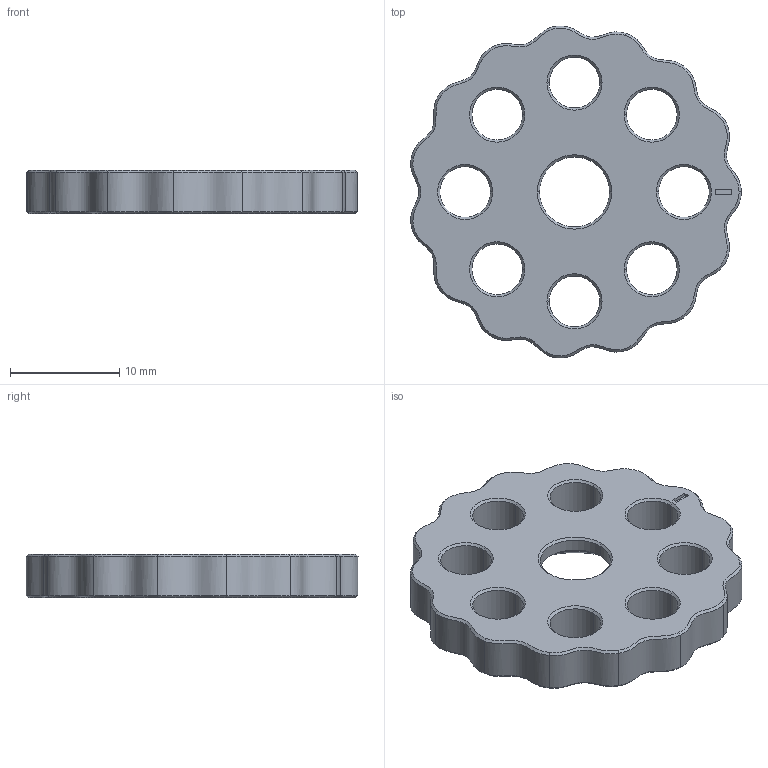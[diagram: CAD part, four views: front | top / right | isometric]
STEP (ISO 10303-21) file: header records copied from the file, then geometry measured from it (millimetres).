
FILE_DESCRIPTION (( 'STEP AP214' ), '1' );
FILE_NAME ('cycloidal disc.STEP', '2022-05-21T11:46:31', ( '' ), ( '' ), 'SwSTEP 2.0', 'SolidWorks 2021', '' );
FILE_SCHEMA (( 'AUTOMOTIVE_DESIGN' ));
Length unit declared in the file: millimetre
Products named in the file (1): cycloidal disc
Bounding box: 30.23 x 30.36 x 4 mm (x, y, z)
Volume: 1837.3 mm3; surface area: 1965.3 mm2
Topology: 1 solids, 1 shells, 109 faces, 249 edges, 144 vertices
Faces by surface type: bspline 45, cone 36, cylinder 20, plane 8
Entity records: 15278 total; most frequent: CARTESIAN_POINT 13024, ORIENTED_EDGE 498, DIRECTION 365, EDGE_CURVE 249, VERTEX_POINT 144, AXIS2_PLACEMENT_3D 141, EDGE_LOOP 129, FACE_OUTER_BOUND 109
